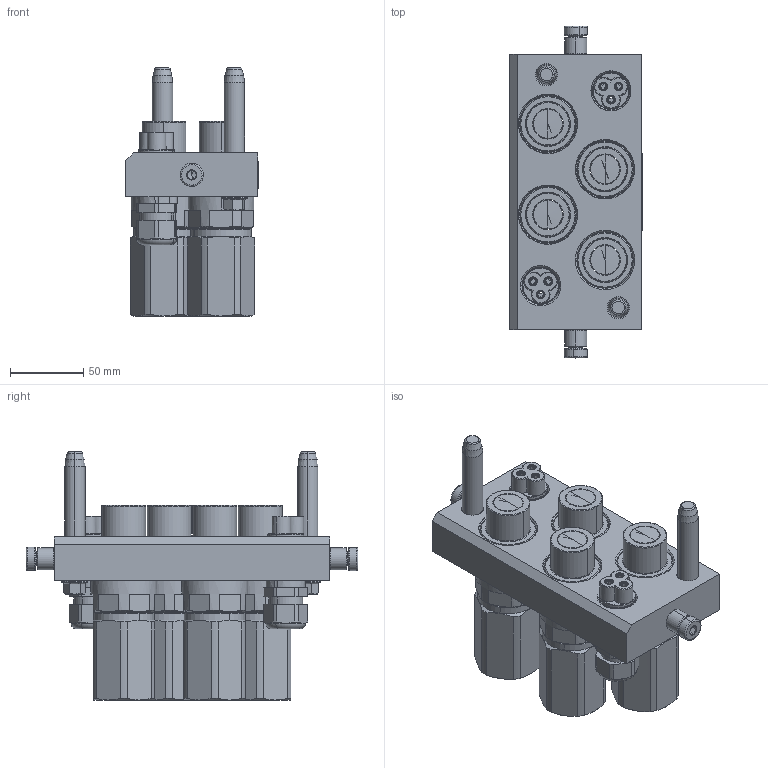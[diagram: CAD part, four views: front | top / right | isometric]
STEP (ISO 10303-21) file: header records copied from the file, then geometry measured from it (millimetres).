
FILE_DESCRIPTION (( 'STEP AP214' ), '1' );
FILE_NAME ('FASTER.step', '2021-01-07T15:15:27', ( '' ), ( '' ), 'SwSTEP 2.0', 'SolidWorks 2017', '' );
FILE_SCHEMA (( 'AUTOMOTIVE_DESIGN' ));
Length unit declared in the file: millimetre
Products named in the file (13): P6I_M_BASE; FASTER; 4830_028_1000_011.prt; 3ffnp34_gas_m; 4830_044_0000_000; 4830_013_3000_030; conn_3p_m; 1540_080_0008_000.prt; et002; 4830_021_1000_000.prt; 4850_010_8000_000.prt; corpospel08-3m
Assembly tree (22 placements, depth 3):
  FASTER
    P6I_M_BASE
      4850_010_8000_000.prt
      4830_021_1000_000.prt  x2
      4830_028_1000_011.prt  x2
      1540_080_0008_000.prt  x2
      4830_013_3000_030  x2
    3ffnp34_gas_m  x4
      3ffnp34_gas_m
    conn_3p_m  x2
      4830_044_0000_000
      corpospel08-3m
    et002
Bounding box: 90.3 x 226.6 x 169.35 mm (x, y, z)
Volume: 2473.8 mm3; surface area: 206460 mm2
Topology: 3 solids, 76 shells, 2169 faces, 6653 edges, 4492 vertices
Faces by surface type: plane 1085, cylinder 504, cone 364, torus 138, bspline 66, sphere 12
Entity records: 46365 total; most frequent: CARTESIAN_POINT 12260, ORIENTED_EDGE 6062, DIRECTION 5905, EDGE_CURVE 3261, VERTEX_POINT 2163, VECTOR 2017, LINE 2017, AXIS2_PLACEMENT_3D 1944
